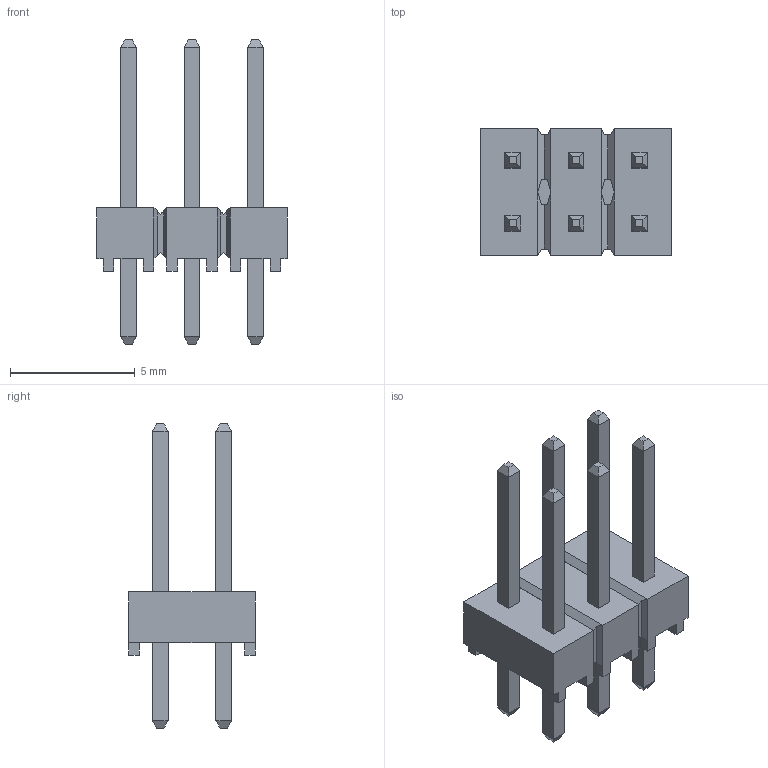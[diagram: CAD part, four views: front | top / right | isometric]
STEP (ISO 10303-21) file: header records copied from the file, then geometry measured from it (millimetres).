
FILE_DESCRIPTION(('FreeCAD Model'),'2;1');
FILE_NAME('TSW-103-24-G-D.stp','2016-08-25T22:10:46',('Author'),('' ),'Open CASCADE STEP processor 6.8','FreeCAD','Unknown');
FILE_SCHEMA(('AUTOMOTIVE_DESIGN_CC2 { 1 2 10303 214 -1 1 5 4 }'));
Length unit declared in the file: millimetre
Products named in the file (2): ASSEMBLY; TSW-103-24-G-D
Assembly tree (1 placements, depth 2):
  ASSEMBLY
    TSW-103-24-G-D
Bounding box: 7.62 x 5.08 x 12.19 mm (x, y, z)
Volume: 100.5 mm3; surface area: 302.3 mm2
Topology: 1 solids, 1 shells, 226 faces, 548 edges, 336 vertices
Faces by surface type: plane 226
Entity records: 15085 total; most frequent: CARTESIAN_POINT 2208, DIRECTION 2100, LINE 1644, VECTOR 1644, ORIENTED_EDGE 1096, PCURVE 1096, DEFINITIONAL_REPRESENTATION 1096, EDGE_CURVE 548
